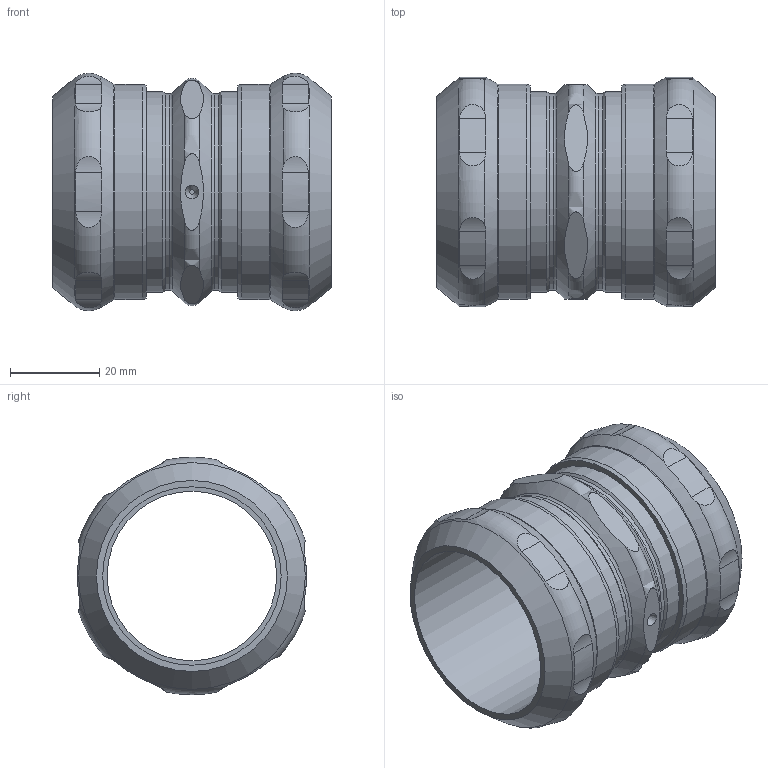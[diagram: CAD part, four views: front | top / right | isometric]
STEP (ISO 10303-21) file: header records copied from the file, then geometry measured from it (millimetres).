
FILE_DESCRIPTION(/* description */ (''),/* implementation_level */ '2;1');
FILE_NAME(/* name */ '',/* time_stamp */ '2025-06-20T10:25:30+07:00',/* author */ ('zeta-72'),/* organization */ (''),/* preprocessor_version */ 'ST-DEVELOPER v19.2',/* originating_system */ 'Autodesk Inventor 2024',/* authorisation */ '');
FILE_SCHEMA (('AUTOMOTIVE_DESIGN { 1 0 10303 214 3 1 1 }'));
Length unit declared in the file: millimetre
Products named in the file (1): ЗЭТА.046.070.000_Муфта соединительная 
IP66_Упростить_2
Bounding box: 62.4 x 51.36 x 53.2 mm (x, y, z)
Volume: 36020.8 mm3; surface area: 19347.7 mm2
Topology: 1 solids, 1 shells, 83 faces, 221 edges, 146 vertices
Faces by surface type: cylinder 45, plane 14, cone 12, torus 12
Full cylindrical faces by diameter (mm): 38 x1, 40 x2, 44 x2, 45 x2, 48.2 x2
Entity records: 3357 total; most frequent: CARTESIAN_POINT 1211, ORIENTED_EDGE 442, DIRECTION 417, EDGE_CURVE 221, AXIS2_PLACEMENT_3D 186, VERTEX_POINT 146, CIRCLE 102, EDGE_LOOP 91
